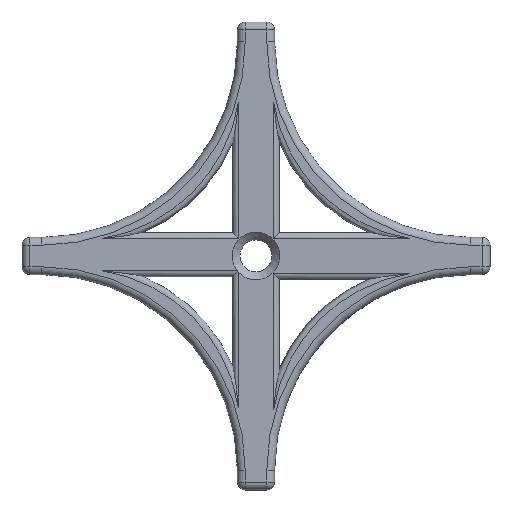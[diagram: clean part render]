
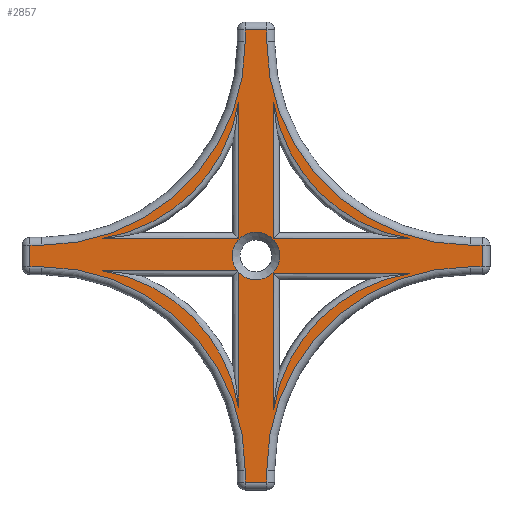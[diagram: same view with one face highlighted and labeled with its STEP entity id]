
A CAD part, left-side view. The second image highlights one B-rep face of the part: STEP entity #2857.
In plain terms, the highlighted planar face has unit normal (-1, 0, 0).
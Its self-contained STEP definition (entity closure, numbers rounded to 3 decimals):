
#32=PLANE('',#3050);
#133=LINE('',#4322,#367);
#135=LINE('',#4422,#369);
#137=LINE('',#4427,#371);
#143=LINE('',#4442,#377);
#144=LINE('',#4446,#378);
#145=LINE('',#4448,#379);
#146=LINE('',#4450,#380);
#147=LINE('',#4454,#381);
#148=LINE('',#4456,#382);
#149=LINE('',#4458,#383);
#150=LINE('',#4462,#384);
#151=LINE('',#4464,#385);
#152=LINE('',#4466,#386);
#153=LINE('',#4470,#387);
#154=LINE('',#4471,#388);
#155=LINE('',#4473,#389);
#156=LINE('',#4479,#390);
#157=LINE('',#4480,#391);
#158=LINE('',#4483,#392);
#159=LINE('',#4486,#393);
#367=VECTOR('',#3388,34.544);
#369=VECTOR('',#3404,34.824);
#371=VECTOR('',#3410,34.824);
#377=VECTOR('',#3424,3.062);
#378=VECTOR('',#3427,3.062);
#379=VECTOR('',#3428,5.5);
#380=VECTOR('',#3429,3.062);
#381=VECTOR('',#3432,3.062);
#382=VECTOR('',#3433,5.5);
#383=VECTOR('',#3434,3.062);
#384=VECTOR('',#3437,3.062);
#385=VECTOR('',#3438,5.5);
#386=VECTOR('',#3439,3.062);
#387=VECTOR('',#3442,3.062);
#388=VECTOR('',#3443,5.5);
#389=VECTOR('',#3444,34.495);
#390=VECTOR('',#3449,34.824);
#391=VECTOR('',#3450,34.824);
#392=VECTOR('',#3451,34.824);
#393=VECTOR('',#3454,34.824);
#680=FACE_BOUND('',#953,.T.);
#681=FACE_BOUND('',#954,.T.);
#682=FACE_BOUND('',#955,.T.);
#683=FACE_BOUND('',#956,.T.);
#766=FACE_OUTER_BOUND('',#952,.T.);
#952=EDGE_LOOP('',(#2044,#2045,#2046,#2047,#2048,#2049,#2050,#2051,#2052,
#2053,#2054,#2055,#2056,#2057,#2058,#2059));
#953=EDGE_LOOP('',(#2060,#2061,#2062,#2063));
#954=EDGE_LOOP('',(#2064,#2065,#2066));
#955=EDGE_LOOP('',(#2067,#2068,#2069));
#956=EDGE_LOOP('',(#2070,#2071,#2072));
#1183=CIRCLE('',#3036,6.1);
#1186=CIRCLE('',#3043,41.862);
#1188=CIRCLE('',#3051,52.);
#1189=CIRCLE('',#3052,52.);
#1190=CIRCLE('',#3053,52.);
#1191=CIRCLE('',#3054,52.);
#1192=CIRCLE('',#3055,41.862);
#1193=CIRCLE('',#3056,41.862);
#1194=CIRCLE('',#3057,41.862);
#1333=VERTEX_POINT('',#4307);
#1334=VERTEX_POINT('',#4314);
#1335=VERTEX_POINT('',#4321);
#1342=VERTEX_POINT('',#4385);
#1343=VERTEX_POINT('',#4402);
#1344=VERTEX_POINT('',#4421);
#1349=VERTEX_POINT('',#4440);
#1350=VERTEX_POINT('',#4441);
#1351=VERTEX_POINT('',#4443);
#1352=VERTEX_POINT('',#4445);
#1353=VERTEX_POINT('',#4447);
#1354=VERTEX_POINT('',#4449);
#1355=VERTEX_POINT('',#4451);
#1356=VERTEX_POINT('',#4453);
#1357=VERTEX_POINT('',#4455);
#1358=VERTEX_POINT('',#4457);
#1359=VERTEX_POINT('',#4459);
#1360=VERTEX_POINT('',#4461);
#1361=VERTEX_POINT('',#4463);
#1362=VERTEX_POINT('',#4465);
#1363=VERTEX_POINT('',#4467);
#1364=VERTEX_POINT('',#4469);
#1365=VERTEX_POINT('',#4472);
#1366=VERTEX_POINT('',#4475);
#1367=VERTEX_POINT('',#4476);
#1368=VERTEX_POINT('',#4478);
#1369=VERTEX_POINT('',#4481);
#1370=VERTEX_POINT('',#4482);
#1371=VERTEX_POINT('',#4484);
#1596=EDGE_CURVE('',#1333,#1334,#1183,.T.);
#1598=EDGE_CURVE('',#1334,#1335,#133,.T.);
#1606=EDGE_CURVE('',#1342,#1343,#1186,.T.);
#1608=EDGE_CURVE('',#1344,#1342,#135,.T.);
#1611=EDGE_CURVE('',#1343,#1344,#137,.T.);
#1618=EDGE_CURVE('',#1349,#1350,#143,.T.);
#1619=EDGE_CURVE('',#1351,#1349,#1188,.T.);
#1620=EDGE_CURVE('',#1352,#1351,#144,.T.);
#1621=EDGE_CURVE('',#1353,#1352,#145,.T.);
#1622=EDGE_CURVE('',#1354,#1353,#146,.T.);
#1623=EDGE_CURVE('',#1355,#1354,#1189,.T.);
#1624=EDGE_CURVE('',#1356,#1355,#147,.T.);
#1625=EDGE_CURVE('',#1357,#1356,#148,.T.);
#1626=EDGE_CURVE('',#1358,#1357,#149,.T.);
#1627=EDGE_CURVE('',#1359,#1358,#1190,.T.);
#1628=EDGE_CURVE('',#1360,#1359,#150,.T.);
#1629=EDGE_CURVE('',#1361,#1360,#151,.T.);
#1630=EDGE_CURVE('',#1362,#1361,#152,.T.);
#1631=EDGE_CURVE('',#1363,#1362,#1191,.T.);
#1632=EDGE_CURVE('',#1364,#1363,#153,.T.);
#1633=EDGE_CURVE('',#1350,#1364,#154,.T.);
#1634=EDGE_CURVE('',#1365,#1333,#155,.T.);
#1635=EDGE_CURVE('',#1335,#1365,#1192,.T.);
#1636=EDGE_CURVE('',#1366,#1367,#1193,.T.);
#1637=EDGE_CURVE('',#1368,#1366,#156,.T.);
#1638=EDGE_CURVE('',#1367,#1368,#157,.T.);
#1639=EDGE_CURVE('',#1369,#1370,#158,.T.);
#1640=EDGE_CURVE('',#1371,#1369,#1194,.T.);
#1641=EDGE_CURVE('',#1370,#1371,#159,.T.);
#2044=ORIENTED_EDGE('',*,*,#1618,.F.);
#2045=ORIENTED_EDGE('',*,*,#1619,.F.);
#2046=ORIENTED_EDGE('',*,*,#1620,.F.);
#2047=ORIENTED_EDGE('',*,*,#1621,.F.);
#2048=ORIENTED_EDGE('',*,*,#1622,.F.);
#2049=ORIENTED_EDGE('',*,*,#1623,.F.);
#2050=ORIENTED_EDGE('',*,*,#1624,.F.);
#2051=ORIENTED_EDGE('',*,*,#1625,.F.);
#2052=ORIENTED_EDGE('',*,*,#1626,.F.);
#2053=ORIENTED_EDGE('',*,*,#1627,.F.);
#2054=ORIENTED_EDGE('',*,*,#1628,.F.);
#2055=ORIENTED_EDGE('',*,*,#1629,.F.);
#2056=ORIENTED_EDGE('',*,*,#1630,.F.);
#2057=ORIENTED_EDGE('',*,*,#1631,.F.);
#2058=ORIENTED_EDGE('',*,*,#1632,.F.);
#2059=ORIENTED_EDGE('',*,*,#1633,.F.);
#2060=ORIENTED_EDGE('',*,*,#1596,.F.);
#2061=ORIENTED_EDGE('',*,*,#1634,.F.);
#2062=ORIENTED_EDGE('',*,*,#1635,.F.);
#2063=ORIENTED_EDGE('',*,*,#1598,.F.);
#2064=ORIENTED_EDGE('',*,*,#1636,.F.);
#2065=ORIENTED_EDGE('',*,*,#1637,.F.);
#2066=ORIENTED_EDGE('',*,*,#1638,.F.);
#2067=ORIENTED_EDGE('',*,*,#1639,.F.);
#2068=ORIENTED_EDGE('',*,*,#1640,.F.);
#2069=ORIENTED_EDGE('',*,*,#1641,.F.);
#2070=ORIENTED_EDGE('',*,*,#1606,.F.);
#2071=ORIENTED_EDGE('',*,*,#1608,.F.);
#2072=ORIENTED_EDGE('',*,*,#1611,.F.);
#2857=ADVANCED_FACE('',(#766,#680,#681,#682,#683),#32,.F.);
#3036=AXIS2_PLACEMENT_3D('',#4315,#3384,#3385);
#3043=AXIS2_PLACEMENT_3D('',#4403,#3400,#3401);
#3050=AXIS2_PLACEMENT_3D('',#4439,#3422,#3423);
#3051=AXIS2_PLACEMENT_3D('',#4444,#3425,#3426);
#3052=AXIS2_PLACEMENT_3D('',#4452,#3430,#3431);
#3053=AXIS2_PLACEMENT_3D('',#4460,#3435,#3436);
#3054=AXIS2_PLACEMENT_3D('',#4468,#3440,#3441);
#3055=AXIS2_PLACEMENT_3D('',#4474,#3445,#3446);
#3056=AXIS2_PLACEMENT_3D('',#4477,#3447,#3448);
#3057=AXIS2_PLACEMENT_3D('',#4485,#3452,#3453);
#3384=DIRECTION('center_axis',(-1.,0.,0.));
#3385=DIRECTION('ref_axis',(0.,-1.,0.));
#3388=DIRECTION('',(0.,1.,0.));
#3400=DIRECTION('center_axis',(1.,0.,0.));
#3401=DIRECTION('ref_axis',(0.,0.707,-0.707));
#3404=DIRECTION('',(0.,-1.,0.));
#3410=DIRECTION('',(0.,0.,-1.));
#3422=DIRECTION('center_axis',(1.,0.,0.));
#3423=DIRECTION('ref_axis',(0.,0.,-1.));
#3424=DIRECTION('',(0.,-1.,0.));
#3425=DIRECTION('center_axis',(-1.,0.,0.));
#3426=DIRECTION('ref_axis',(0.,0.707,-0.707));
#3427=DIRECTION('',(0.,0.,-1.));
#3428=DIRECTION('',(0.,-1.,0.));
#3429=DIRECTION('',(0.,0.,1.));
#3430=DIRECTION('center_axis',(-1.,0.,0.));
#3431=DIRECTION('ref_axis',(0.,-0.707,-0.707));
#3432=DIRECTION('',(0.,-1.,0.));
#3433=DIRECTION('',(0.,0.,1.));
#3434=DIRECTION('',(0.,1.,0.));
#3435=DIRECTION('center_axis',(-1.,0.,0.));
#3436=DIRECTION('ref_axis',(0.,-0.707,0.707));
#3437=DIRECTION('',(0.,0.,1.));
#3438=DIRECTION('',(0.,1.,0.));
#3439=DIRECTION('',(0.,0.,-1.));
#3440=DIRECTION('center_axis',(-1.,0.,0.));
#3441=DIRECTION('ref_axis',(0.,0.707,0.707));
#3442=DIRECTION('',(0.,1.,0.));
#3443=DIRECTION('',(0.,0.,-1.));
#3444=DIRECTION('',(0.,0.,1.));
#3445=DIRECTION('center_axis',(1.,0.,0.));
#3446=DIRECTION('ref_axis',(0.,-0.707,0.707));
#3447=DIRECTION('center_axis',(1.,0.,0.));
#3448=DIRECTION('ref_axis',(0.,0.707,0.707));
#3449=DIRECTION('',(0.,0.,-1.));
#3450=DIRECTION('',(0.,1.,0.));
#3451=DIRECTION('',(0.,-1.,0.));
#3452=DIRECTION('center_axis',(1.,0.,0.));
#3453=DIRECTION('ref_axis',(0.,-0.707,-0.707));
#3454=DIRECTION('',(0.,0.,1.));
#4307=CARTESIAN_POINT('',(0.,4.5,-4.118));
#4314=CARTESIAN_POINT('',(0.,4.78,-3.79));
#4315=CARTESIAN_POINT('Origin',(0.,0.,0.));
#4321=CARTESIAN_POINT('',(0.,39.324,-3.79));
#4322=CARTESIAN_POINT('',(0.,3.,-3.79));
#4385=CARTESIAN_POINT('',(0.,-39.324,4.5));
#4402=CARTESIAN_POINT('',(0.,-4.5,39.324));
#4403=CARTESIAN_POINT('Origin',(0.,-45.85,45.85));
#4421=CARTESIAN_POINT('',(0.,-4.5,4.5));
#4422=CARTESIAN_POINT('',(0.,-3.,4.5));
#4427=CARTESIAN_POINT('',(0.,-4.5,14.378));
#4439=CARTESIAN_POINT('Origin',(0.,0.,0.));
#4440=CARTESIAN_POINT('',(0.,-54.75,2.75));
#4441=CARTESIAN_POINT('',(0.,-57.812,2.75));
#4442=CARTESIAN_POINT('',(0.,-2.375,2.75));
#4443=CARTESIAN_POINT('',(0.,-2.75,54.75));
#4444=CARTESIAN_POINT('Origin',(0.,-54.75,54.75));
#4445=CARTESIAN_POINT('',(0.,-2.75,57.812));
#4446=CARTESIAN_POINT('',(0.,-2.75,29.906));
#4447=CARTESIAN_POINT('',(0.,2.75,57.812));
#4448=CARTESIAN_POINT('',(0.,2.375,57.812));
#4449=CARTESIAN_POINT('',(0.,2.75,54.75));
#4450=CARTESIAN_POINT('',(0.,2.75,2.375));
#4451=CARTESIAN_POINT('',(0.,54.75,2.75));
#4452=CARTESIAN_POINT('Origin',(0.,54.75,54.75));
#4453=CARTESIAN_POINT('',(0.,57.812,2.75));
#4454=CARTESIAN_POINT('',(0.,29.906,2.75));
#4455=CARTESIAN_POINT('',(0.,57.812,-2.75));
#4456=CARTESIAN_POINT('',(0.,57.812,-2.375));
#4457=CARTESIAN_POINT('',(0.,54.75,-2.75));
#4458=CARTESIAN_POINT('',(0.,2.375,-2.75));
#4459=CARTESIAN_POINT('',(0.,2.75,-54.75));
#4460=CARTESIAN_POINT('Origin',(0.,54.75,-54.75));
#4461=CARTESIAN_POINT('',(0.,2.75,-57.812));
#4462=CARTESIAN_POINT('',(0.,2.75,-29.906));
#4463=CARTESIAN_POINT('',(0.,-2.75,-57.812));
#4464=CARTESIAN_POINT('',(0.,-2.375,-57.812));
#4465=CARTESIAN_POINT('',(0.,-2.75,-54.75));
#4466=CARTESIAN_POINT('',(0.,-2.75,-2.375));
#4467=CARTESIAN_POINT('',(0.,-54.75,-2.75));
#4468=CARTESIAN_POINT('Origin',(0.,-54.75,-54.75));
#4469=CARTESIAN_POINT('',(0.,-57.812,-2.75));
#4470=CARTESIAN_POINT('',(0.,-29.906,-2.75));
#4471=CARTESIAN_POINT('',(0.,-57.812,2.375));
#4472=CARTESIAN_POINT('',(0.,4.5,-38.613));
#4473=CARTESIAN_POINT('',(0.,4.5,-14.022));
#4474=CARTESIAN_POINT('Origin',(0.,45.85,-45.14));
#4475=CARTESIAN_POINT('',(0.,-4.5,-39.324));
#4476=CARTESIAN_POINT('',(0.,-39.324,-4.5));
#4477=CARTESIAN_POINT('Origin',(0.,-45.85,-45.85));
#4478=CARTESIAN_POINT('',(0.,-4.5,-4.5));
#4479=CARTESIAN_POINT('',(0.,-4.5,-3.));
#4480=CARTESIAN_POINT('',(0.,-14.378,-4.5));
#4481=CARTESIAN_POINT('',(0.,39.324,4.5));
#4482=CARTESIAN_POINT('',(0.,4.5,4.5));
#4483=CARTESIAN_POINT('',(0.,14.378,4.5));
#4484=CARTESIAN_POINT('',(0.,4.5,39.324));
#4485=CARTESIAN_POINT('Origin',(0.,45.85,45.85));
#4486=CARTESIAN_POINT('',(0.,4.5,3.));
